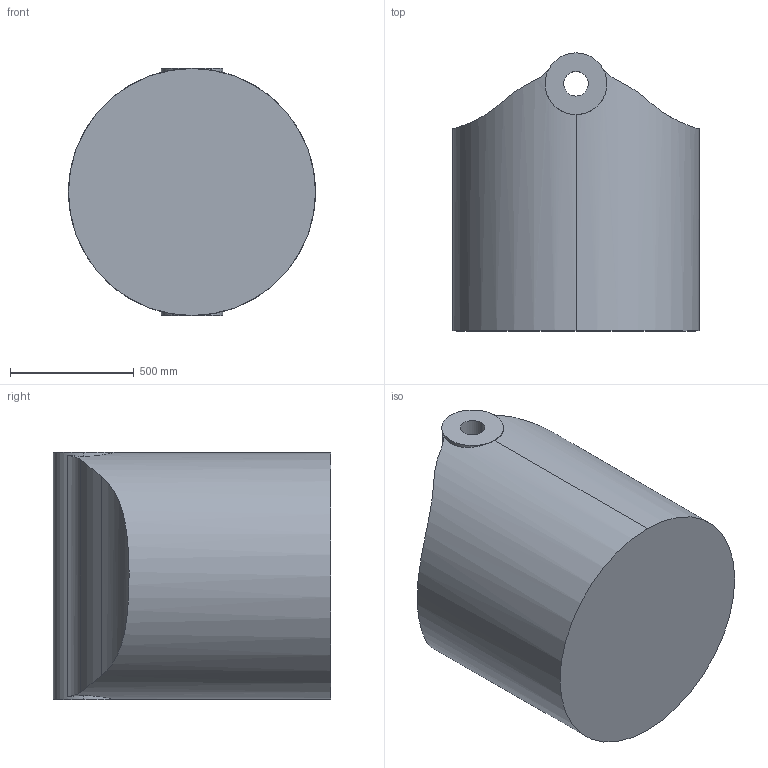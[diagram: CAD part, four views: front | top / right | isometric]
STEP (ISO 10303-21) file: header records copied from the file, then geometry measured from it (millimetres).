
FILE_DESCRIPTION (( 'STEP AP203' ), '1' );
FILE_NAME ('Cyliner_Default_sldprt.STEP', '2024-10-20T08:19:05', ( '' ), ( '' ), 'SwSTEP 2.0', 'SolidWorks 2016', '' );
FILE_SCHEMA (( 'CONFIG_CONTROL_DESIGN' ));
Length unit declared in the file: centimetre
Products named in the file (1): Cyliner_Default_sldprt
Bounding box: 1000 x 1125 x 1000 mm (x, y, z)
Volume: 770179302.3 mm3; surface area: 4942083.1 mm2
Topology: 1 solids, 1 shells, 18 faces, 44 edges, 28 vertices
Faces by surface type: cylinder 15, plane 3
Entity records: 1095 total; most frequent: CARTESIAN_POINT 613, ORIENTED_EDGE 88, DIRECTION 76, EDGE_CURVE 44, AXIS2_PLACEMENT_3D 31, VERTEX_POINT 28, EDGE_LOOP 20, B_SPLINE_CURVE_WITH_KNOTS 18
